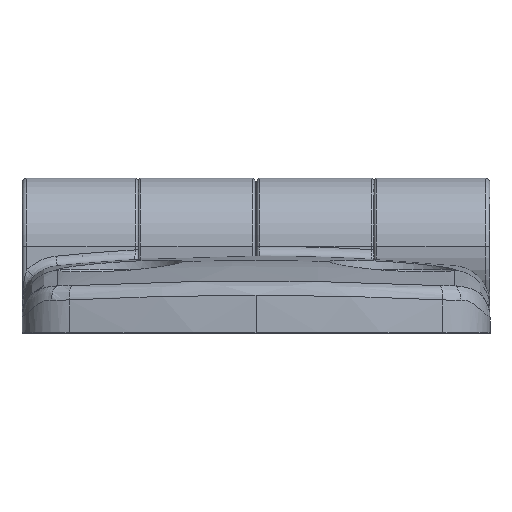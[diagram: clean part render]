
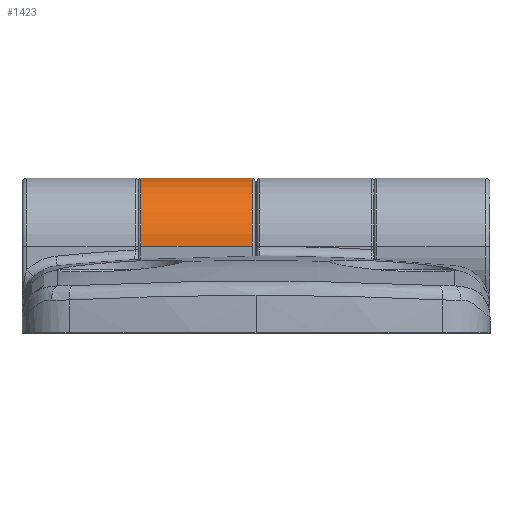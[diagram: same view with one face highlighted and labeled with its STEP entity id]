
A CAD part, top view. The second image highlights one B-rep face of the part: STEP entity #1423.
In plain terms, the highlighted cylindrical face has radius 7 mm (diameter 14 mm), a partial arc.
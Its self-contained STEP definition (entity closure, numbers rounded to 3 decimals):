
#222 = EDGE_CURVE ( 'NONE', #3799, #1541, #3138, .T. ) ;
#318 = AXIS2_PLACEMENT_3D ( 'NONE', #3344, #1365, #3681 ) ;
#593 = CARTESIAN_POINT ( 'NONE',  ( -11.8, 8.9, 0. ) ) ;
#662 = DIRECTION ( 'NONE',  ( -1., 0., 0. ) ) ;
#829 = DIRECTION ( 'NONE',  ( -1., 0., 0. ) ) ;
#921 = DIRECTION ( 'NONE',  ( 0., 0., -1. ) ) ;
#942 = CARTESIAN_POINT ( 'NONE',  ( -11.8, 8.9, 7. ) ) ;
#1116 = CIRCLE ( 'NONE', #318, 7. ) ;
#1234 = EDGE_CURVE ( 'NONE', #1981, #2025, #1985, .T. ) ;
#1275 = CYLINDRICAL_SURFACE ( 'NONE', #1319, 7. ) ;
#1319 = AXIS2_PLACEMENT_3D ( 'NONE', #3482, #2154, #3823 ) ;
#1365 = DIRECTION ( 'NONE',  ( -1., 0., 0. ) ) ;
#1423 = ADVANCED_FACE ( 'NONE', ( #3035 ), #1275, .T. ) ;
#1460 = EDGE_LOOP ( 'NONE', ( #3644, #4103, #2754, #3459 ) ) ;
#1491 = CARTESIAN_POINT ( 'NONE',  ( 24., 8.9, 7. ) ) ;
#1529 = CARTESIAN_POINT ( 'NONE',  ( -11.8, 8.9, -7. ) ) ;
#1536 = CARTESIAN_POINT ( 'NONE',  ( -0.4, 8.9, 7. ) ) ;
#1541 = VERTEX_POINT ( 'NONE', #1529 ) ;
#1981 = VERTEX_POINT ( 'NONE', #1536 ) ;
#1985 = LINE ( 'NONE', #1491, #2768 ) ;
#2025 = VERTEX_POINT ( 'NONE', #942 ) ;
#2154 = DIRECTION ( 'NONE',  ( -1., 0., 0. ) ) ;
#2754 = ORIENTED_EDGE ( 'NONE', *, *, #222, .T. ) ;
#2768 = VECTOR ( 'NONE', #829, 1000. ) ;
#2841 = CARTESIAN_POINT ( 'NONE',  ( -0.4, 8.9, -7. ) ) ;
#2908 = DIRECTION ( 'NONE',  ( 1., 0., 0. ) ) ;
#2995 = EDGE_CURVE ( 'NONE', #1541, #2025, #3806, .T. ) ;
#3035 = FACE_OUTER_BOUND ( 'NONE', #1460, .T. ) ;
#3138 = LINE ( 'NONE', #4303, #3909 ) ;
#3344 = CARTESIAN_POINT ( 'NONE',  ( -0.4, 8.9, 0. ) ) ;
#3459 = ORIENTED_EDGE ( 'NONE', *, *, #2995, .T. ) ;
#3482 = CARTESIAN_POINT ( 'NONE',  ( 24., 8.9, 0. ) ) ;
#3644 = ORIENTED_EDGE ( 'NONE', *, *, #1234, .F. ) ;
#3681 = DIRECTION ( 'NONE',  ( 0., 0., -1. ) ) ;
#3799 = VERTEX_POINT ( 'NONE', #2841 ) ;
#3806 = CIRCLE ( 'NONE', #4283, 7. ) ;
#3823 = DIRECTION ( 'NONE',  ( 0., 0., 1. ) ) ;
#3909 = VECTOR ( 'NONE', #662, 1000. ) ;
#4090 = EDGE_CURVE ( 'NONE', #1981, #3799, #1116, .T. ) ;
#4103 = ORIENTED_EDGE ( 'NONE', *, *, #4090, .T. ) ;
#4283 = AXIS2_PLACEMENT_3D ( 'NONE', #593, #2908, #921 ) ;
#4303 = CARTESIAN_POINT ( 'NONE',  ( 24., 8.9, -7. ) ) ;
